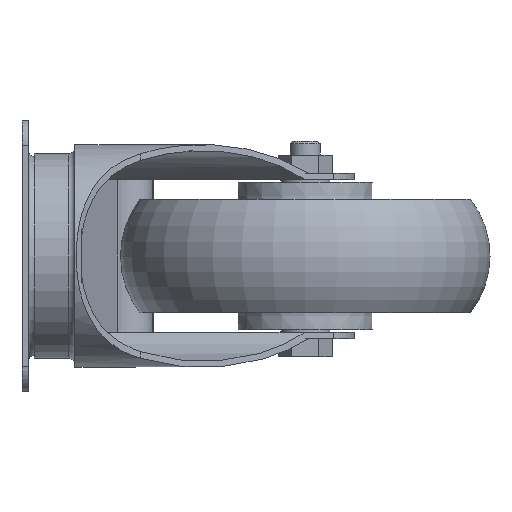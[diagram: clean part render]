
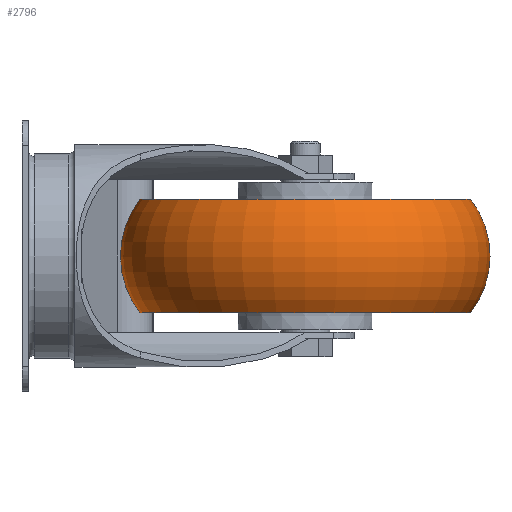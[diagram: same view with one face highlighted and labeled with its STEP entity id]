
A CAD part, left-side view. The second image highlights one B-rep face of the part: STEP entity #2796.
In plain terms, the highlighted toroidal (fillet/blend) face has major radius 37.5 mm and minor radius 37.5 mm.
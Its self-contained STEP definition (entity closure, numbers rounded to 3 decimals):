
#23=DEGENERATE_TOROIDAL_SURFACE('',#3060,37.5,37.5,.T.);
#163=CIRCLE('',#3059,67.118);
#164=CIRCLE('',#3061,67.118);
#623=ORIENTED_EDGE('',*,*,#1283,.T.);
#624=ORIENTED_EDGE('',*,*,#1284,.F.);
#1283=EDGE_CURVE('',#1619,#1619,#163,.T.);
#1284=EDGE_CURVE('',#1620,#1620,#164,.T.);
#1619=VERTEX_POINT('',#4642);
#1620=VERTEX_POINT('',#4645);
#2316=EDGE_LOOP('',(#623));
#2317=EDGE_LOOP('',(#624));
#2512=FACE_BOUND('',#2316,.T.);
#2513=FACE_BOUND('',#2317,.T.);
#2796=ADVANCED_FACE('',(#2512,#2513),#23,.T.);
#3059=AXIS2_PLACEMENT_3D('',#4641,#3701,#3702);
#3060=AXIS2_PLACEMENT_3D('',#4643,#3703,#3704);
#3061=AXIS2_PLACEMENT_3D('',#4644,#3705,#3706);
#3701=DIRECTION('',(0.,0.,-1.));
#3702=DIRECTION('',(-1.,0.,0.));
#3703=DIRECTION('',(0.,0.,-1.));
#3704=DIRECTION('',(-1.,0.,0.));
#3705=DIRECTION('',(0.,0.,-1.));
#3706=DIRECTION('',(-1.,0.,0.));
#4641=CARTESIAN_POINT('',(0.,0.,23.));
#4642=CARTESIAN_POINT('',(-67.118,0.,23.));
#4643=CARTESIAN_POINT('',(0.,0.,0.));
#4644=CARTESIAN_POINT('',(0.,0.,-23.));
#4645=CARTESIAN_POINT('',(-67.118,0.,-23.));
